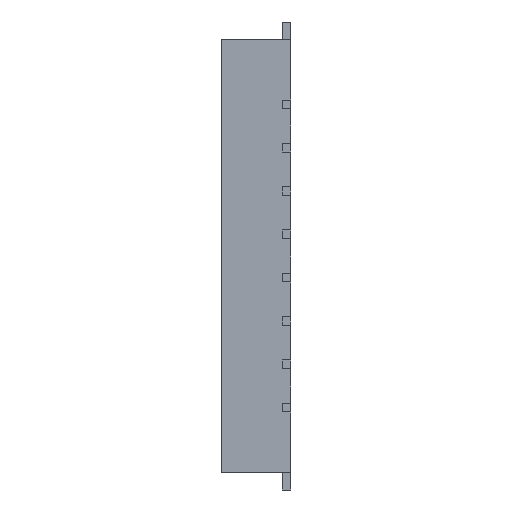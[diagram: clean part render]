
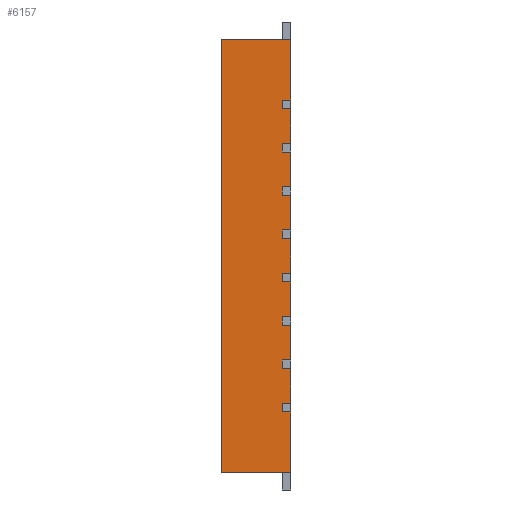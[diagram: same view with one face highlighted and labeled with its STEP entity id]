
A CAD part, left-side view. The second image highlights one B-rep face of the part: STEP entity #6157.
In plain terms, the highlighted planar face has unit normal (-1, 0, 0).
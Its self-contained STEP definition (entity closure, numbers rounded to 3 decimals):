
#100=FACE_OUTER_BOUND('',#427,.T.);
#427=EDGE_LOOP('',(#4002,#4003,#4004,#4005,#4006,#4007,#4008,#4009,#4010,
#4011,#4012,#4013,#4014,#4015,#4016,#4017,#4018,#4019,#4020,#4021,#4022,
#4023,#4024,#4025,#4026,#4027,#4028,#4029,#4030,#4031,#4032,#4033,#4034,
#4035,#4036,#4037));
#743=LINE('',#8188,#1565);
#872=LINE('',#8734,#1694);
#903=LINE('',#8797,#1725);
#904=LINE('',#8799,#1726);
#905=LINE('',#8801,#1727);
#906=LINE('',#8803,#1728);
#907=LINE('',#8804,#1729);
#908=LINE('',#8806,#1730);
#909=LINE('',#8808,#1731);
#910=LINE('',#8810,#1732);
#911=LINE('',#8812,#1733);
#912=LINE('',#8814,#1734);
#913=LINE('',#8816,#1735);
#914=LINE('',#8818,#1736);
#915=LINE('',#8820,#1737);
#916=LINE('',#8822,#1738);
#917=LINE('',#8824,#1739);
#918=LINE('',#8826,#1740);
#919=LINE('',#8828,#1741);
#920=LINE('',#8830,#1742);
#921=LINE('',#8832,#1743);
#922=LINE('',#8834,#1744);
#923=LINE('',#8836,#1745);
#924=LINE('',#8838,#1746);
#925=LINE('',#8840,#1747);
#926=LINE('',#8842,#1748);
#927=LINE('',#8844,#1749);
#928=LINE('',#8846,#1750);
#929=LINE('',#8848,#1751);
#930=LINE('',#8850,#1752);
#931=LINE('',#8852,#1753);
#932=LINE('',#8854,#1754);
#933=LINE('',#8856,#1755);
#934=LINE('',#8858,#1756);
#935=LINE('',#8860,#1757);
#936=LINE('',#8861,#1758);
#1565=VECTOR('',#6782,1000.);
#1694=VECTOR('',#6913,1000.);
#1725=VECTOR('',#6946,1000.);
#1726=VECTOR('',#6947,1000.);
#1727=VECTOR('',#6948,1000.);
#1728=VECTOR('',#6949,1000.);
#1729=VECTOR('',#6950,1000.);
#1730=VECTOR('',#6951,1000.);
#1731=VECTOR('',#6952,1000.);
#1732=VECTOR('',#6953,1000.);
#1733=VECTOR('',#6954,1000.);
#1734=VECTOR('',#6955,1000.);
#1735=VECTOR('',#6956,1000.);
#1736=VECTOR('',#6957,1000.);
#1737=VECTOR('',#6958,1000.);
#1738=VECTOR('',#6959,1000.);
#1739=VECTOR('',#6960,1000.);
#1740=VECTOR('',#6961,1000.);
#1741=VECTOR('',#6962,1000.);
#1742=VECTOR('',#6963,1000.);
#1743=VECTOR('',#6964,1000.);
#1744=VECTOR('',#6965,1000.);
#1745=VECTOR('',#6966,1000.);
#1746=VECTOR('',#6967,1000.);
#1747=VECTOR('',#6968,1000.);
#1748=VECTOR('',#6969,1000.);
#1749=VECTOR('',#6970,1000.);
#1750=VECTOR('',#6971,1000.);
#1751=VECTOR('',#6972,1000.);
#1752=VECTOR('',#6973,1000.);
#1753=VECTOR('',#6974,1000.);
#1754=VECTOR('',#6975,1000.);
#1755=VECTOR('',#6976,1000.);
#1756=VECTOR('',#6977,1000.);
#1757=VECTOR('',#6978,1000.);
#1758=VECTOR('',#6979,1000.);
#2387=VERTEX_POINT('',#8185);
#2388=VERTEX_POINT('',#8187);
#2530=VERTEX_POINT('',#8732);
#2560=VERTEX_POINT('',#8795);
#2561=VERTEX_POINT('',#8796);
#2562=VERTEX_POINT('',#8798);
#2563=VERTEX_POINT('',#8800);
#2564=VERTEX_POINT('',#8802);
#2565=VERTEX_POINT('',#8805);
#2566=VERTEX_POINT('',#8807);
#2567=VERTEX_POINT('',#8809);
#2568=VERTEX_POINT('',#8811);
#2569=VERTEX_POINT('',#8813);
#2570=VERTEX_POINT('',#8815);
#2571=VERTEX_POINT('',#8817);
#2572=VERTEX_POINT('',#8819);
#2573=VERTEX_POINT('',#8821);
#2574=VERTEX_POINT('',#8823);
#2575=VERTEX_POINT('',#8825);
#2576=VERTEX_POINT('',#8827);
#2577=VERTEX_POINT('',#8829);
#2578=VERTEX_POINT('',#8831);
#2579=VERTEX_POINT('',#8833);
#2580=VERTEX_POINT('',#8835);
#2581=VERTEX_POINT('',#8837);
#2582=VERTEX_POINT('',#8839);
#2583=VERTEX_POINT('',#8841);
#2584=VERTEX_POINT('',#8843);
#2585=VERTEX_POINT('',#8845);
#2586=VERTEX_POINT('',#8847);
#2587=VERTEX_POINT('',#8849);
#2588=VERTEX_POINT('',#8851);
#2589=VERTEX_POINT('',#8853);
#2590=VERTEX_POINT('',#8855);
#2591=VERTEX_POINT('',#8857);
#2592=VERTEX_POINT('',#8859);
#2963=EDGE_CURVE('',#2387,#2388,#743,.T.);
#3106=EDGE_CURVE('',#2387,#2530,#872,.T.);
#3137=EDGE_CURVE('',#2560,#2561,#903,.T.);
#3138=EDGE_CURVE('',#2560,#2562,#904,.T.);
#3139=EDGE_CURVE('',#2562,#2563,#905,.T.);
#3140=EDGE_CURVE('',#2563,#2564,#906,.T.);
#3141=EDGE_CURVE('',#2388,#2564,#907,.T.);
#3142=EDGE_CURVE('',#2530,#2565,#908,.T.);
#3143=EDGE_CURVE('',#2566,#2565,#909,.T.);
#3144=EDGE_CURVE('',#2566,#2567,#910,.T.);
#3145=EDGE_CURVE('',#2567,#2568,#911,.T.);
#3146=EDGE_CURVE('',#2568,#2569,#912,.T.);
#3147=EDGE_CURVE('',#2570,#2569,#913,.T.);
#3148=EDGE_CURVE('',#2570,#2571,#914,.T.);
#3149=EDGE_CURVE('',#2571,#2572,#915,.T.);
#3150=EDGE_CURVE('',#2572,#2573,#916,.T.);
#3151=EDGE_CURVE('',#2574,#2573,#917,.T.);
#3152=EDGE_CURVE('',#2574,#2575,#918,.T.);
#3153=EDGE_CURVE('',#2575,#2576,#919,.T.);
#3154=EDGE_CURVE('',#2576,#2577,#920,.T.);
#3155=EDGE_CURVE('',#2578,#2577,#921,.T.);
#3156=EDGE_CURVE('',#2578,#2579,#922,.T.);
#3157=EDGE_CURVE('',#2579,#2580,#923,.T.);
#3158=EDGE_CURVE('',#2580,#2581,#924,.T.);
#3159=EDGE_CURVE('',#2582,#2581,#925,.T.);
#3160=EDGE_CURVE('',#2582,#2583,#926,.T.);
#3161=EDGE_CURVE('',#2583,#2584,#927,.T.);
#3162=EDGE_CURVE('',#2584,#2585,#928,.T.);
#3163=EDGE_CURVE('',#2586,#2585,#929,.T.);
#3164=EDGE_CURVE('',#2586,#2587,#930,.T.);
#3165=EDGE_CURVE('',#2587,#2588,#931,.T.);
#3166=EDGE_CURVE('',#2588,#2589,#932,.T.);
#3167=EDGE_CURVE('',#2590,#2589,#933,.T.);
#3168=EDGE_CURVE('',#2590,#2591,#934,.T.);
#3169=EDGE_CURVE('',#2591,#2592,#935,.T.);
#3170=EDGE_CURVE('',#2592,#2561,#936,.T.);
#4002=ORIENTED_EDGE('',*,*,#3137,.F.);
#4003=ORIENTED_EDGE('',*,*,#3138,.T.);
#4004=ORIENTED_EDGE('',*,*,#3139,.T.);
#4005=ORIENTED_EDGE('',*,*,#3140,.T.);
#4006=ORIENTED_EDGE('',*,*,#3141,.F.);
#4007=ORIENTED_EDGE('',*,*,#2963,.F.);
#4008=ORIENTED_EDGE('',*,*,#3106,.T.);
#4009=ORIENTED_EDGE('',*,*,#3142,.T.);
#4010=ORIENTED_EDGE('',*,*,#3143,.F.);
#4011=ORIENTED_EDGE('',*,*,#3144,.T.);
#4012=ORIENTED_EDGE('',*,*,#3145,.T.);
#4013=ORIENTED_EDGE('',*,*,#3146,.T.);
#4014=ORIENTED_EDGE('',*,*,#3147,.F.);
#4015=ORIENTED_EDGE('',*,*,#3148,.T.);
#4016=ORIENTED_EDGE('',*,*,#3149,.T.);
#4017=ORIENTED_EDGE('',*,*,#3150,.T.);
#4018=ORIENTED_EDGE('',*,*,#3151,.F.);
#4019=ORIENTED_EDGE('',*,*,#3152,.T.);
#4020=ORIENTED_EDGE('',*,*,#3153,.T.);
#4021=ORIENTED_EDGE('',*,*,#3154,.T.);
#4022=ORIENTED_EDGE('',*,*,#3155,.F.);
#4023=ORIENTED_EDGE('',*,*,#3156,.T.);
#4024=ORIENTED_EDGE('',*,*,#3157,.T.);
#4025=ORIENTED_EDGE('',*,*,#3158,.T.);
#4026=ORIENTED_EDGE('',*,*,#3159,.F.);
#4027=ORIENTED_EDGE('',*,*,#3160,.T.);
#4028=ORIENTED_EDGE('',*,*,#3161,.T.);
#4029=ORIENTED_EDGE('',*,*,#3162,.T.);
#4030=ORIENTED_EDGE('',*,*,#3163,.F.);
#4031=ORIENTED_EDGE('',*,*,#3164,.T.);
#4032=ORIENTED_EDGE('',*,*,#3165,.T.);
#4033=ORIENTED_EDGE('',*,*,#3166,.T.);
#4034=ORIENTED_EDGE('',*,*,#3167,.F.);
#4035=ORIENTED_EDGE('',*,*,#3168,.T.);
#4036=ORIENTED_EDGE('',*,*,#3169,.T.);
#4037=ORIENTED_EDGE('',*,*,#3170,.T.);
#5555=PLANE('',#6488);
#6157=ADVANCED_FACE('',(#100),#5555,.F.);
#6488=AXIS2_PLACEMENT_3D('',#8794,#6944,#6945);
#6782=DIRECTION('',(0.,0.,1.));
#6913=DIRECTION('',(0.,-1.,0.));
#6944=DIRECTION('center_axis',(1.,0.,0.));
#6945=DIRECTION('ref_axis',(0.,0.,-1.));
#6946=DIRECTION('',(0.,-1.,0.));
#6947=DIRECTION('',(0.,0.,1.));
#6948=DIRECTION('',(0.,-1.,0.));
#6949=DIRECTION('',(0.,0.,1.));
#6950=DIRECTION('',(0.,-1.,0.));
#6951=DIRECTION('',(0.,0.,1.));
#6952=DIRECTION('',(0.,-1.,0.));
#6953=DIRECTION('',(0.,0.,1.));
#6954=DIRECTION('',(0.,-1.,0.));
#6955=DIRECTION('',(0.,0.,1.));
#6956=DIRECTION('',(0.,-1.,0.));
#6957=DIRECTION('',(0.,0.,1.));
#6958=DIRECTION('',(0.,-1.,0.));
#6959=DIRECTION('',(0.,0.,1.));
#6960=DIRECTION('',(0.,-1.,0.));
#6961=DIRECTION('',(0.,0.,1.));
#6962=DIRECTION('',(0.,-1.,0.));
#6963=DIRECTION('',(0.,0.,1.));
#6964=DIRECTION('',(0.,-1.,0.));
#6965=DIRECTION('',(0.,0.,1.));
#6966=DIRECTION('',(0.,-1.,0.));
#6967=DIRECTION('',(0.,0.,1.));
#6968=DIRECTION('',(0.,-1.,0.));
#6969=DIRECTION('',(0.,0.,1.));
#6970=DIRECTION('',(0.,-1.,0.));
#6971=DIRECTION('',(0.,0.,1.));
#6972=DIRECTION('',(0.,-1.,0.));
#6973=DIRECTION('',(0.,0.,1.));
#6974=DIRECTION('',(0.,-1.,0.));
#6975=DIRECTION('',(0.,0.,1.));
#6976=DIRECTION('',(0.,-1.,0.));
#6977=DIRECTION('',(0.,0.,1.));
#6978=DIRECTION('',(0.,-1.,0.));
#6979=DIRECTION('',(0.,0.,1.));
#8185=CARTESIAN_POINT('',(-2.5,0.8,-2.5));
#8187=CARTESIAN_POINT('',(-2.5,0.8,2.5));
#8188=CARTESIAN_POINT('',(-2.5,0.8,-2.5));
#8732=CARTESIAN_POINT('',(-2.5,0.,-2.5));
#8734=CARTESIAN_POINT('',(-2.5,0.8,-2.5));
#8794=CARTESIAN_POINT('Origin',(-2.5,0.8,-2.5));
#8795=CARTESIAN_POINT('',(-2.5,0.1,1.7));
#8796=CARTESIAN_POINT('',(-2.5,0.,1.7));
#8797=CARTESIAN_POINT('',(-2.5,0.1,1.7));
#8798=CARTESIAN_POINT('',(-2.5,0.1,1.8));
#8799=CARTESIAN_POINT('',(-2.5,0.1,1.7));
#8800=CARTESIAN_POINT('',(-2.5,0.,1.8));
#8801=CARTESIAN_POINT('',(-2.5,0.1,1.8));
#8802=CARTESIAN_POINT('',(-2.5,0.,2.5));
#8803=CARTESIAN_POINT('',(-2.5,0.,-2.5));
#8804=CARTESIAN_POINT('',(-2.5,0.8,2.5));
#8805=CARTESIAN_POINT('',(-2.5,0.,-1.8));
#8806=CARTESIAN_POINT('',(-2.5,0.,-2.5));
#8807=CARTESIAN_POINT('',(-2.5,0.1,-1.8));
#8808=CARTESIAN_POINT('',(-2.5,0.1,-1.8));
#8809=CARTESIAN_POINT('',(-2.5,0.1,-1.7));
#8810=CARTESIAN_POINT('',(-2.5,0.1,-1.8));
#8811=CARTESIAN_POINT('',(-2.5,0.,-1.7));
#8812=CARTESIAN_POINT('',(-2.5,0.1,-1.7));
#8813=CARTESIAN_POINT('',(-2.5,0.,-1.3));
#8814=CARTESIAN_POINT('',(-2.5,0.,-2.5));
#8815=CARTESIAN_POINT('',(-2.5,0.1,-1.3));
#8816=CARTESIAN_POINT('',(-2.5,0.1,-1.3));
#8817=CARTESIAN_POINT('',(-2.5,0.1,-1.2));
#8818=CARTESIAN_POINT('',(-2.5,0.1,-1.3));
#8819=CARTESIAN_POINT('',(-2.5,0.,-1.2));
#8820=CARTESIAN_POINT('',(-2.5,0.1,-1.2));
#8821=CARTESIAN_POINT('',(-2.5,0.,-0.8));
#8822=CARTESIAN_POINT('',(-2.5,0.,-2.5));
#8823=CARTESIAN_POINT('',(-2.5,0.1,-0.8));
#8824=CARTESIAN_POINT('',(-2.5,0.1,-0.8));
#8825=CARTESIAN_POINT('',(-2.5,0.1,-0.7));
#8826=CARTESIAN_POINT('',(-2.5,0.1,-0.8));
#8827=CARTESIAN_POINT('',(-2.5,0.,-0.7));
#8828=CARTESIAN_POINT('',(-2.5,0.1,-0.7));
#8829=CARTESIAN_POINT('',(-2.5,0.,-0.3));
#8830=CARTESIAN_POINT('',(-2.5,0.,-2.5));
#8831=CARTESIAN_POINT('',(-2.5,0.1,-0.3));
#8832=CARTESIAN_POINT('',(-2.5,0.1,-0.3));
#8833=CARTESIAN_POINT('',(-2.5,0.1,-0.2));
#8834=CARTESIAN_POINT('',(-2.5,0.1,-0.3));
#8835=CARTESIAN_POINT('',(-2.5,0.,-0.2));
#8836=CARTESIAN_POINT('',(-2.5,0.1,-0.2));
#8837=CARTESIAN_POINT('',(-2.5,0.,0.2));
#8838=CARTESIAN_POINT('',(-2.5,0.,-2.5));
#8839=CARTESIAN_POINT('',(-2.5,0.1,0.2));
#8840=CARTESIAN_POINT('',(-2.5,0.1,0.2));
#8841=CARTESIAN_POINT('',(-2.5,0.1,0.3));
#8842=CARTESIAN_POINT('',(-2.5,0.1,0.2));
#8843=CARTESIAN_POINT('',(-2.5,0.,0.3));
#8844=CARTESIAN_POINT('',(-2.5,0.1,0.3));
#8845=CARTESIAN_POINT('',(-2.5,0.,0.7));
#8846=CARTESIAN_POINT('',(-2.5,0.,-2.5));
#8847=CARTESIAN_POINT('',(-2.5,0.1,0.7));
#8848=CARTESIAN_POINT('',(-2.5,0.1,0.7));
#8849=CARTESIAN_POINT('',(-2.5,0.1,0.8));
#8850=CARTESIAN_POINT('',(-2.5,0.1,0.7));
#8851=CARTESIAN_POINT('',(-2.5,0.,0.8));
#8852=CARTESIAN_POINT('',(-2.5,0.1,0.8));
#8853=CARTESIAN_POINT('',(-2.5,0.,1.2));
#8854=CARTESIAN_POINT('',(-2.5,0.,-2.5));
#8855=CARTESIAN_POINT('',(-2.5,0.1,1.2));
#8856=CARTESIAN_POINT('',(-2.5,0.1,1.2));
#8857=CARTESIAN_POINT('',(-2.5,0.1,1.3));
#8858=CARTESIAN_POINT('',(-2.5,0.1,1.2));
#8859=CARTESIAN_POINT('',(-2.5,0.,1.3));
#8860=CARTESIAN_POINT('',(-2.5,0.1,1.3));
#8861=CARTESIAN_POINT('',(-2.5,0.,-2.5));
